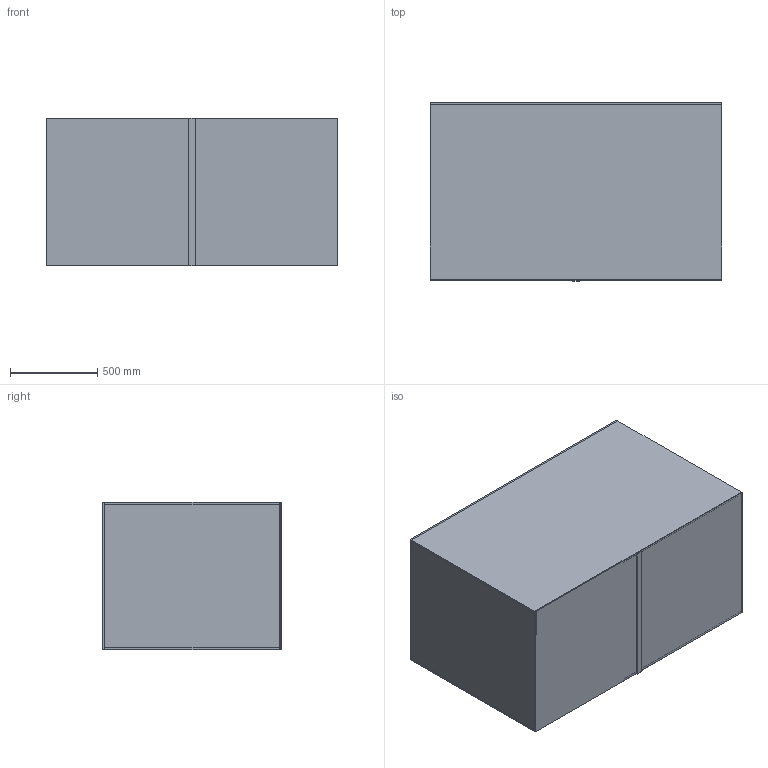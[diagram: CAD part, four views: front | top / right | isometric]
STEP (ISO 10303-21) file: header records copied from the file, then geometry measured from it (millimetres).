
FILE_DESCRIPTION(/* description */ (''),/* implementation_level */ '2;1');
FILE_NAME(/* name */ '3D-ENC~1',/* time_stamp */ '2019-04-07T16:35:10+02:00',/* author */ (''),/* organization */ (''),/* preprocessor_version */ 'ST-DEVELOPER v16.5',/* originating_system */ '',/* authorisation */ '');
FILE_SCHEMA (('AUTOMOTIVE_DESIGN'));
Length unit declared in the file: millimetre
Products named in the file (1): Document
Bounding box: 1674 x 1024 x 844 mm (x, y, z)
Volume: 85489968 mm3; surface area: 16022040 mm2
Topology: 8 solids, 8 shells, 48 faces, 96 edges, 64 vertices
Faces by surface type: plane 36, bspline 12
Entity records: 1100 total; most frequent: CARTESIAN_POINT 342, ORIENTED_EDGE 192, EDGE_CURVE 96, B_SPLINE_CURVE_WITH_KNOTS 96, VERTEX_POINT 64, ADVANCED_FACE 48, FACE_OUTER_BOUND 48, EDGE_LOOP 48
